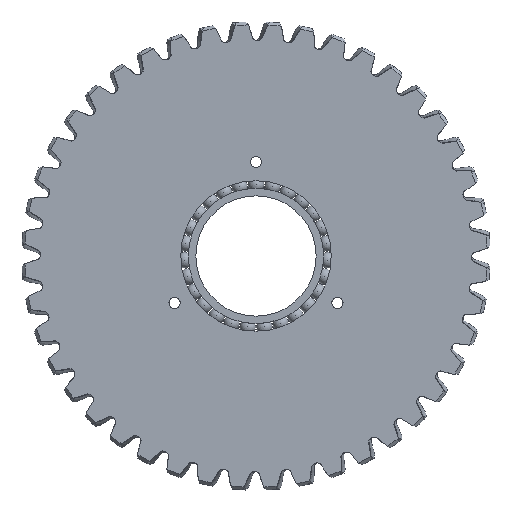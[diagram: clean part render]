
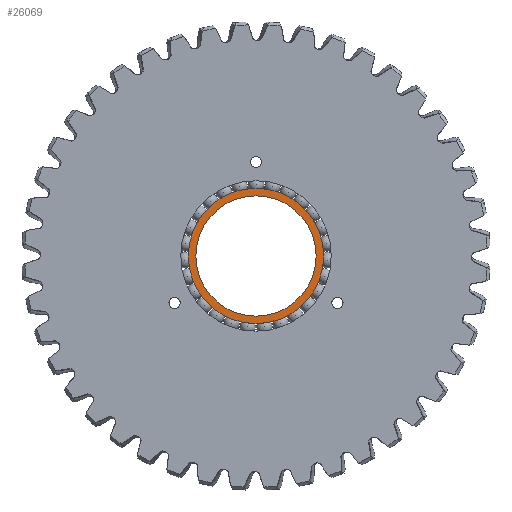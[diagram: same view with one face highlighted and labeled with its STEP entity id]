
A CAD part, top view. The second image highlights one B-rep face of the part: STEP entity #26069.
In plain terms, the highlighted planar face has unit normal (0, 0, 1).
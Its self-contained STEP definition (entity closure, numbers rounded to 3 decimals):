
#543 = CARTESIAN_POINT ( 'NONE',  ( 0., 0., 3.5 ) ) ;
#3634 = AXIS2_PLACEMENT_3D ( 'NONE', #543, #9675, #19592 ) ;
#3818 = PLANE ( 'NONE',  #7218 ) ;
#3973 = FACE_OUTER_BOUND ( 'NONE', #9593, .T. ) ;
#4357 = CIRCLE ( 'NONE', #4826, 18. ) ;
#4826 = AXIS2_PLACEMENT_3D ( 'NONE', #12792, #10636, #15073 ) ;
#5400 = EDGE_CURVE ( 'NONE', #23459, #13765, #13804, .T. ) ;
#5448 = EDGE_LOOP ( 'NONE', ( #14614, #28448 ) ) ;
#7181 = CARTESIAN_POINT ( 'NONE',  ( 0., 0., 3.5 ) ) ;
#7218 = AXIS2_PLACEMENT_3D ( 'NONE', #22728, #13293, #20738 ) ;
#8341 = CARTESIAN_POINT ( 'NONE',  ( -16., 0., 3.5 ) ) ;
#9593 = EDGE_LOOP ( 'NONE', ( #27396, #15734 ) ) ;
#9675 = DIRECTION ( 'NONE',  ( 0., 0., -1. ) ) ;
#10159 = AXIS2_PLACEMENT_3D ( 'NONE', #7181, #14219, #19244 ) ;
#10519 = VERTEX_POINT ( 'NONE', #26587 ) ;
#10636 = DIRECTION ( 'NONE',  ( 0., 0., -1. ) ) ;
#10709 = CARTESIAN_POINT ( 'NONE',  ( -18., 0., 3.5 ) ) ;
#12792 = CARTESIAN_POINT ( 'NONE',  ( 0., 0., 3.5 ) ) ;
#13293 = DIRECTION ( 'NONE',  ( 0., 0., -1. ) ) ;
#13765 = VERTEX_POINT ( 'NONE', #8341 ) ;
#13804 = CIRCLE ( 'NONE', #22059, 16. ) ;
#14219 = DIRECTION ( 'NONE',  ( 0., 0., -1. ) ) ;
#14543 = CARTESIAN_POINT ( 'NONE',  ( 0., 0., 3.5 ) ) ;
#14614 = ORIENTED_EDGE ( 'NONE', *, *, #15591, .T. ) ;
#15073 = DIRECTION ( 'NONE',  ( -1., 0., 0. ) ) ;
#15591 = EDGE_CURVE ( 'NONE', #13765, #23459, #23567, .T. ) ;
#15734 = ORIENTED_EDGE ( 'NONE', *, *, #25719, .F. ) ;
#19244 = DIRECTION ( 'NONE',  ( -1., 0., 0. ) ) ;
#19592 = DIRECTION ( 'NONE',  ( -1., 0., 0. ) ) ;
#20128 = FACE_BOUND ( 'NONE', #5448, .T. ) ;
#20738 = DIRECTION ( 'NONE',  ( -1., 0., 0. ) ) ;
#22059 = AXIS2_PLACEMENT_3D ( 'NONE', #14543, #23825, #26246 ) ;
#22728 = CARTESIAN_POINT ( 'NONE',  ( 0., 0., 3.5 ) ) ;
#23296 = CIRCLE ( 'NONE', #10159, 18. ) ;
#23459 = VERTEX_POINT ( 'NONE', #28308 ) ;
#23567 = CIRCLE ( 'NONE', #3634, 16. ) ;
#23825 = DIRECTION ( 'NONE',  ( 0., 0., -1. ) ) ;
#24593 = VERTEX_POINT ( 'NONE', #10709 ) ;
#25719 = EDGE_CURVE ( 'NONE', #10519, #24593, #23296, .T. ) ;
#26069 = ADVANCED_FACE ( 'NONE', ( #3973, #20128 ), #3818, .F. ) ;
#26246 = DIRECTION ( 'NONE',  ( -1., 0., 0. ) ) ;
#26587 = CARTESIAN_POINT ( 'NONE',  ( 18., 0., 3.5 ) ) ;
#26859 = EDGE_CURVE ( 'NONE', #24593, #10519, #4357, .T. ) ;
#27396 = ORIENTED_EDGE ( 'NONE', *, *, #26859, .F. ) ;
#28308 = CARTESIAN_POINT ( 'NONE',  ( 16., 0., 3.5 ) ) ;
#28448 = ORIENTED_EDGE ( 'NONE', *, *, #5400, .T. ) ;
